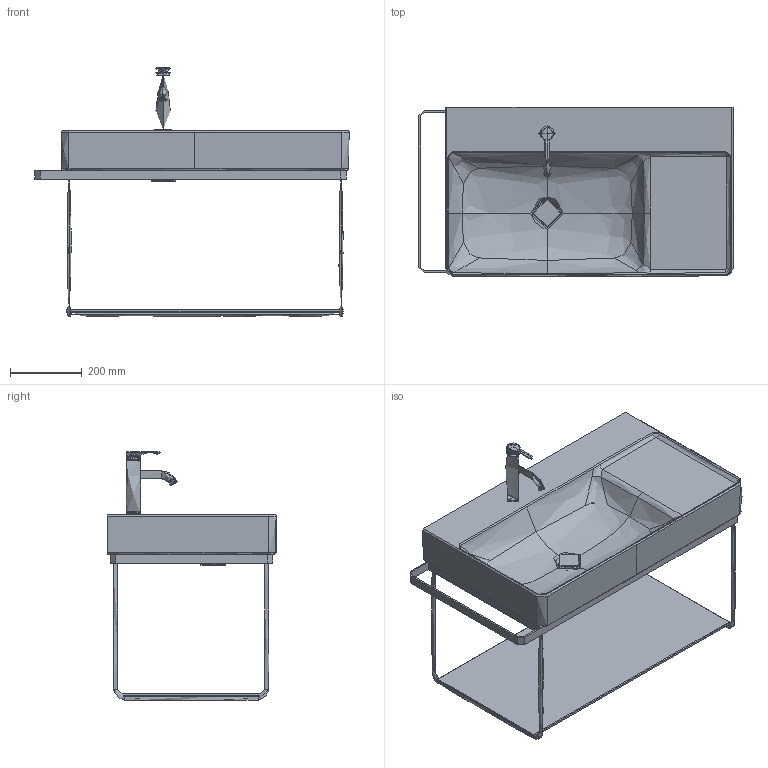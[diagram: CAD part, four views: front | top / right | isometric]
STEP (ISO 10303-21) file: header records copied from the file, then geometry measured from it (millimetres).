
FILE_DESCRIPTION(/* description */ (''),/* implementation_level */ '2;1');
FILE_NAME(/* name */ 't',/* time_stamp */ '2019-02-21T11:20:29+01:00',/* author */ (''),/* organization */ (''),/* preprocessor_version */ 'ST-DEVELOPER v15',/* originating_system */ '',/* authorisation */ '');
FILE_SCHEMA (('AUTOMOTIVE_DESIGN'));
Products named in the file (1): Document
Bounding box: 873.44 x 469.94 x 691.2 mm (x, y, z)
Volume: 2772411.3 mm3; surface area: 2265891.7 mm2
Topology: 10 solids, 26 shells, 898 faces, 2179 edges, 1291 vertices
Faces by surface type: bspline 898
Entity records: 128357 total; most frequent: CARTESIAN_POINT 101912, B_SPLINE_CURVE_WITH_KNOTS 5012, ORIENTED_EDGE 4195, PCURVE 4195, DEFINITIONAL_REPRESENTATION 4195, SURFACE_CURVE 2148, EDGE_CURVE 2148, VERTEX_POINT 1291
